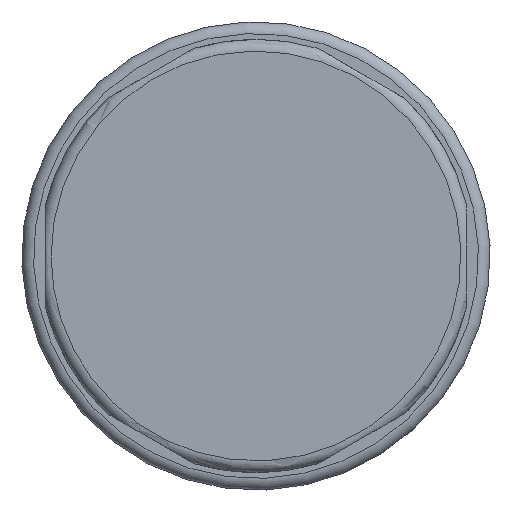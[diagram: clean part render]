
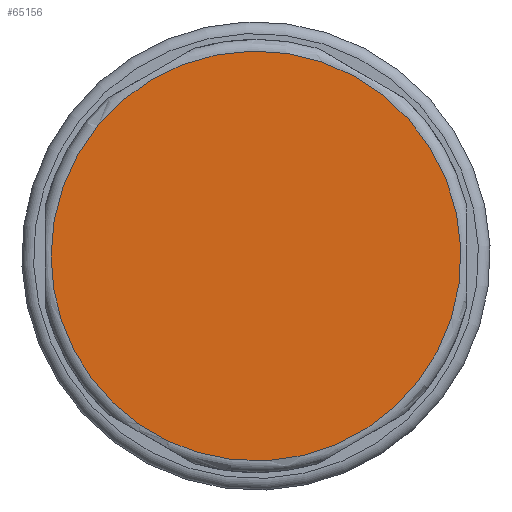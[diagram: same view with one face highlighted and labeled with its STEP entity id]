
A CAD part, left-side view. The second image highlights one B-rep face of the part: STEP entity #65156.
In plain terms, the highlighted planar face has unit normal (-1, 0, 0).
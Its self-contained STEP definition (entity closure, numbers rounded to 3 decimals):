
#65140=CARTESIAN_POINT('',(0.0,14.513,0.0));
#65141=DIRECTION('',(-1.0,0.0,0.0));
#65142=DIRECTION('',(0.0,0.0,1.0));
#65143=AXIS2_PLACEMENT_3D('',#65140,#65141,#65142);
#65144=PLANE('',#65143);
#65145=CARTESIAN_POINT('',(0.0,17.5,0.0));
#65146=VERTEX_POINT('',#65145);
#65147=CARTESIAN_POINT('',(0.0,0.0,0.0));
#65148=DIRECTION('',(1.0,0.0,0.0));
#65149=DIRECTION('',(0.0,-1.0,0.0));
#65150=AXIS2_PLACEMENT_3D('',#65147,#65148,#65149);
#65151=CIRCLE('',#65150,17.5);
#65152=EDGE_CURVE('',#65146,#65146,#65151,.T.);
#65153=ORIENTED_EDGE('',*,*,#65152,.F.);
#65154=EDGE_LOOP('',(#65153));
#65155=FACE_OUTER_BOUND('',#65154,.T.);
#65156=ADVANCED_FACE('',(#65155),#65144,.T.);
